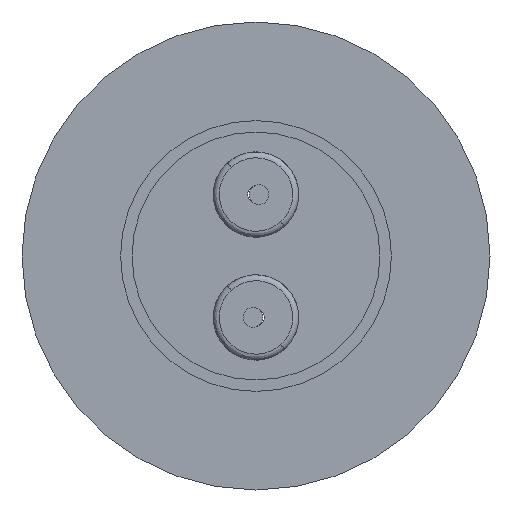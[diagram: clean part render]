
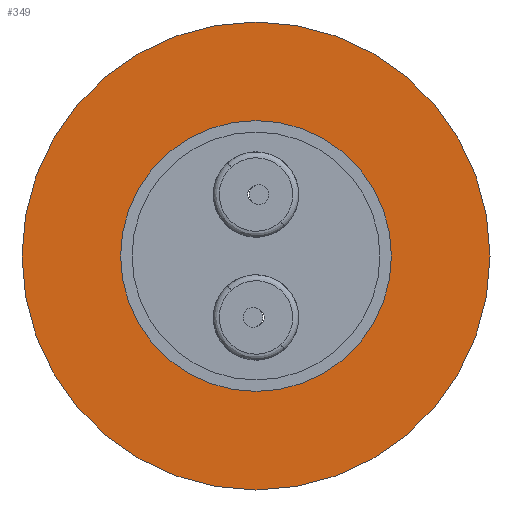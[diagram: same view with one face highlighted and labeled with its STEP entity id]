
A CAD part, front view. The second image highlights one B-rep face of the part: STEP entity #349.
In plain terms, the highlighted planar face has unit normal (0, -1, 0).
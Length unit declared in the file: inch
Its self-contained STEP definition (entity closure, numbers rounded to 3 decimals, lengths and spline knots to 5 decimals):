
#10 = AXIS2_PLACEMENT_3D ( 'NONE', #1983, #1982, #2418 ) ;
#42 = AXIS2_PLACEMENT_3D ( 'NONE', #2005, #2004, #2003 ) ;
#53 = AXIS2_PLACEMENT_3D ( 'NONE', #2054, #2053, #2052 ) ;
#123 = AXIS2_PLACEMENT_3D ( 'NONE', #2334, #2333, #2332 ) ;
#349 = ADVANCED_FACE ( 'NONE', ( #450, #439 ), #2135, .F. ) ;
#439 = FACE_OUTER_BOUND ( 'NONE', #1119, .T. ) ;
#450 = FACE_BOUND ( 'NONE', #1121, .T. ) ;
#477 = VERTEX_POINT ( 'NONE', #1559 ) ;
#478 = VERTEX_POINT ( 'NONE', #1558 ) ;
#493 = VERTEX_POINT ( 'NONE', #2651 ) ;
#494 = VERTEX_POINT ( 'NONE', #2654 ) ;
#717 = ORIENTED_EDGE ( 'NONE', *, *, #2666, .F. ) ;
#718 = ORIENTED_EDGE ( 'NONE', *, *, #1832, .T. ) ;
#813 = ORIENTED_EDGE ( 'NONE', *, *, #2687, .T. ) ;
#1119 = EDGE_LOOP ( 'NONE', ( #718, #813 ) ) ;
#1121 = EDGE_LOOP ( 'NONE', ( #1134, #717 ) ) ;
#1134 = ORIENTED_EDGE ( 'NONE', *, *, #2680, .F. ) ;
#1182 = CIRCLE ( 'NONE', #10, 0.59 ) ;
#1189 = CIRCLE ( 'NONE', #42, 0.3415 ) ;
#1205 = CIRCLE ( 'NONE', #53, 0.3415 ) ;
#1357 = CIRCLE ( 'NONE', #123, 0.59 ) ;
#1558 = CARTESIAN_POINT ( 'NONE',  ( 0., -0.5, 0.3415 ) ) ;
#1559 = CARTESIAN_POINT ( 'NONE',  ( 0., -0.5, -0.3415 ) ) ;
#1832 = EDGE_CURVE ( 'NONE', #494, #493, #1357, .T. ) ;
#1909 = AXIS2_PLACEMENT_3D ( 'NONE', #2138, #2133, #2132 ) ;
#1982 = DIRECTION ( 'NONE',  ( 0., -1., 0. ) ) ;
#1983 = CARTESIAN_POINT ( 'NONE',  ( 0., -0.5, 0. ) ) ;
#2003 = DIRECTION ( 'NONE',  ( 0., 0., 1. ) ) ;
#2004 = DIRECTION ( 'NONE',  ( 0., -1., 0. ) ) ;
#2005 = CARTESIAN_POINT ( 'NONE',  ( 0., -0.5, 0. ) ) ;
#2052 = DIRECTION ( 'NONE',  ( 0., 0., 1. ) ) ;
#2053 = DIRECTION ( 'NONE',  ( 0., -1., 0. ) ) ;
#2054 = CARTESIAN_POINT ( 'NONE',  ( 0., -0.5, 0. ) ) ;
#2132 = DIRECTION ( 'NONE',  ( 0., 0., -1. ) ) ;
#2133 = DIRECTION ( 'NONE',  ( 0., 1., 0. ) ) ;
#2135 = PLANE ( 'NONE',  #1909 ) ;
#2138 = CARTESIAN_POINT ( 'NONE',  ( -0.59, -0.5, 0. ) ) ;
#2332 = DIRECTION ( 'NONE',  ( 0., 0., 1. ) ) ;
#2333 = DIRECTION ( 'NONE',  ( 0., -1., 0. ) ) ;
#2334 = CARTESIAN_POINT ( 'NONE',  ( 0., -0.5, 0. ) ) ;
#2418 = DIRECTION ( 'NONE',  ( 0., 0., 1. ) ) ;
#2651 = CARTESIAN_POINT ( 'NONE',  ( 0., -0.5, -0.59 ) ) ;
#2654 = CARTESIAN_POINT ( 'NONE',  ( 0., -0.5, 0.59 ) ) ;
#2666 = EDGE_CURVE ( 'NONE', #477, #478, #1205, .T. ) ;
#2680 = EDGE_CURVE ( 'NONE', #478, #477, #1189, .T. ) ;
#2687 = EDGE_CURVE ( 'NONE', #493, #494, #1182, .T. ) ;
